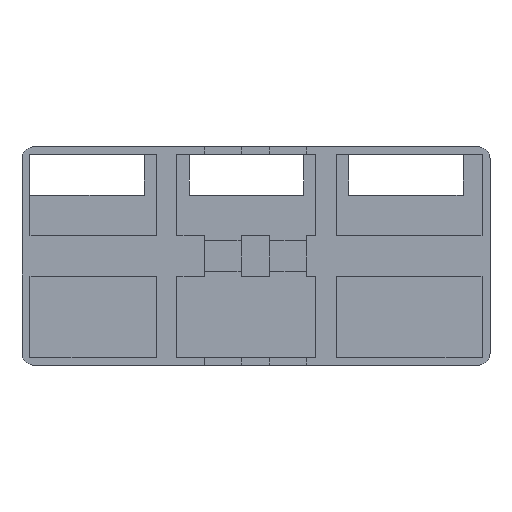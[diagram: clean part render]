
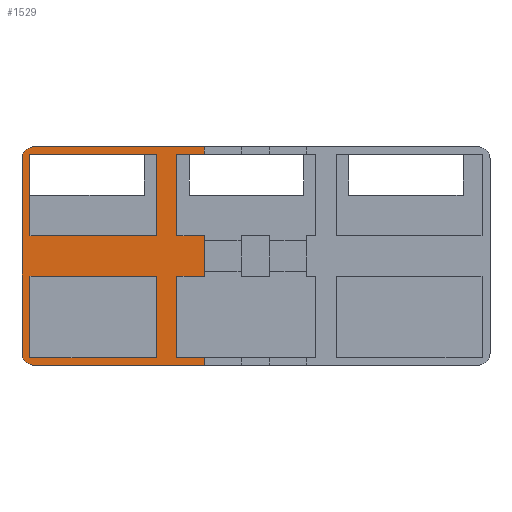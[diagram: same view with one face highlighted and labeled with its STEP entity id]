
A CAD part, top view. The second image highlights one B-rep face of the part: STEP entity #1529.
In plain terms, the highlighted planar face has unit normal (0, 0, 1).
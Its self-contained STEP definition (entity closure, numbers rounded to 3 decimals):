
#19=FACE_BOUND('',#136,.T.);
#20=FACE_BOUND('',#137,.T.);
#26=CIRCLE('',#1622,3.);
#27=CIRCLE('',#1623,3.);
#57=FACE_OUTER_BOUND('',#135,.T.);
#135=EDGE_LOOP('',(#1140,#1141,#1142,#1143,#1144,#1145,#1146,#1147,#1148,
#1149,#1150,#1151,#1152,#1153));
#136=EDGE_LOOP('',(#1154,#1155,#1156,#1157,#1158));
#137=EDGE_LOOP('',(#1159,#1160,#1161,#1162,#1163));
#234=LINE('',#2151,#447);
#254=LINE('',#2191,#467);
#261=LINE('',#2203,#474);
#264=LINE('',#2211,#477);
#268=LINE('',#2220,#481);
#272=LINE('',#2229,#485);
#274=LINE('',#2233,#487);
#287=LINE('',#2258,#500);
#304=LINE('',#2290,#517);
#305=LINE('',#2293,#518);
#316=LINE('',#2314,#529);
#317=LINE('',#2317,#530);
#318=LINE('',#2319,#531);
#319=LINE('',#2323,#532);
#320=LINE('',#2327,#533);
#321=LINE('',#2328,#534);
#322=LINE('',#2329,#535);
#323=LINE('',#2331,#536);
#324=LINE('',#2333,#537);
#325=LINE('',#2334,#538);
#326=LINE('',#2336,#539);
#327=LINE('',#2337,#540);
#447=VECTOR('',#1741,10.);
#467=VECTOR('',#1765,10.);
#474=VECTOR('',#1776,10.);
#477=VECTOR('',#1781,10.);
#481=VECTOR('',#1787,10.);
#485=VECTOR('',#1793,10.);
#487=VECTOR('',#1797,10.);
#500=VECTOR('',#1812,10.);
#517=VECTOR('',#1835,10.);
#518=VECTOR('',#1838,10.);
#529=VECTOR('',#1851,10.);
#530=VECTOR('',#1854,10.);
#531=VECTOR('',#1855,10.);
#532=VECTOR('',#1858,10.);
#533=VECTOR('',#1861,10.);
#534=VECTOR('',#1862,10.);
#535=VECTOR('',#1863,10.);
#536=VECTOR('',#1864,10.);
#537=VECTOR('',#1865,10.);
#538=VECTOR('',#1866,10.);
#539=VECTOR('',#1867,10.);
#540=VECTOR('',#1868,10.);
#654=VERTEX_POINT('',#2148);
#655=VERTEX_POINT('',#2150);
#672=VERTEX_POINT('',#2188);
#673=VERTEX_POINT('',#2190);
#679=VERTEX_POINT('',#2208);
#680=VERTEX_POINT('',#2210);
#683=VERTEX_POINT('',#2217);
#684=VERTEX_POINT('',#2219);
#687=VERTEX_POINT('',#2226);
#688=VERTEX_POINT('',#2228);
#689=VERTEX_POINT('',#2232);
#700=VERTEX_POINT('',#2256);
#712=VERTEX_POINT('',#2288);
#713=VERTEX_POINT('',#2292);
#722=VERTEX_POINT('',#2312);
#723=VERTEX_POINT('',#2316);
#724=VERTEX_POINT('',#2318);
#725=VERTEX_POINT('',#2320);
#726=VERTEX_POINT('',#2322);
#727=VERTEX_POINT('',#2324);
#728=VERTEX_POINT('',#2326);
#729=VERTEX_POINT('',#2330);
#730=VERTEX_POINT('',#2332);
#731=VERTEX_POINT('',#2335);
#806=EDGE_CURVE('',#655,#654,#234,.T.);
#826=EDGE_CURVE('',#673,#672,#254,.T.);
#833=EDGE_CURVE('',#654,#673,#261,.T.);
#836=EDGE_CURVE('',#680,#679,#264,.T.);
#840=EDGE_CURVE('',#684,#683,#268,.T.);
#844=EDGE_CURVE('',#688,#687,#272,.T.);
#846=EDGE_CURVE('',#689,#684,#274,.T.);
#859=EDGE_CURVE('',#687,#700,#287,.T.);
#876=EDGE_CURVE('',#683,#712,#304,.T.);
#877=EDGE_CURVE('',#713,#688,#305,.T.);
#888=EDGE_CURVE('',#679,#722,#316,.T.);
#889=EDGE_CURVE('',#700,#723,#317,.T.);
#890=EDGE_CURVE('',#723,#724,#318,.T.);
#891=EDGE_CURVE('',#725,#724,#26,.T.);
#892=EDGE_CURVE('',#725,#726,#319,.T.);
#893=EDGE_CURVE('',#727,#726,#27,.T.);
#894=EDGE_CURVE('',#727,#728,#320,.T.);
#895=EDGE_CURVE('',#728,#655,#321,.T.);
#896=EDGE_CURVE('',#672,#713,#322,.T.);
#897=EDGE_CURVE('',#722,#729,#323,.T.);
#898=EDGE_CURVE('',#729,#730,#324,.T.);
#899=EDGE_CURVE('',#730,#680,#325,.T.);
#900=EDGE_CURVE('',#712,#731,#326,.T.);
#901=EDGE_CURVE('',#731,#689,#327,.T.);
#1140=ORIENTED_EDGE('',*,*,#859,.T.);
#1141=ORIENTED_EDGE('',*,*,#889,.T.);
#1142=ORIENTED_EDGE('',*,*,#890,.T.);
#1143=ORIENTED_EDGE('',*,*,#891,.F.);
#1144=ORIENTED_EDGE('',*,*,#892,.T.);
#1145=ORIENTED_EDGE('',*,*,#893,.F.);
#1146=ORIENTED_EDGE('',*,*,#894,.T.);
#1147=ORIENTED_EDGE('',*,*,#895,.T.);
#1148=ORIENTED_EDGE('',*,*,#806,.T.);
#1149=ORIENTED_EDGE('',*,*,#833,.T.);
#1150=ORIENTED_EDGE('',*,*,#826,.T.);
#1151=ORIENTED_EDGE('',*,*,#896,.T.);
#1152=ORIENTED_EDGE('',*,*,#877,.T.);
#1153=ORIENTED_EDGE('',*,*,#844,.T.);
#1154=ORIENTED_EDGE('',*,*,#888,.T.);
#1155=ORIENTED_EDGE('',*,*,#897,.T.);
#1156=ORIENTED_EDGE('',*,*,#898,.T.);
#1157=ORIENTED_EDGE('',*,*,#899,.T.);
#1158=ORIENTED_EDGE('',*,*,#836,.T.);
#1159=ORIENTED_EDGE('',*,*,#840,.T.);
#1160=ORIENTED_EDGE('',*,*,#876,.T.);
#1161=ORIENTED_EDGE('',*,*,#900,.T.);
#1162=ORIENTED_EDGE('',*,*,#901,.T.);
#1163=ORIENTED_EDGE('',*,*,#846,.T.);
#1455=PLANE('',#1621);
#1529=ADVANCED_FACE('',(#57,#19,#20),#1455,.T.);
#1621=AXIS2_PLACEMENT_3D('',#2315,#1852,#1853);
#1622=AXIS2_PLACEMENT_3D('',#2321,#1856,#1857);
#1623=AXIS2_PLACEMENT_3D('',#2325,#1859,#1860);
#1741=DIRECTION('',(-1.,0.,0.));
#1765=DIRECTION('',(1.,0.,0.));
#1776=DIRECTION('',(0.,1.,0.));
#1781=DIRECTION('',(0.,-1.,0.));
#1787=DIRECTION('',(0.,-1.,0.));
#1793=DIRECTION('',(0.,1.,0.));
#1797=DIRECTION('',(1.,0.,0.));
#1812=DIRECTION('',(1.,0.,0.));
#1835=DIRECTION('',(-1.,0.,0.));
#1838=DIRECTION('',(-1.,0.,0.));
#1851=DIRECTION('',(-1.,0.,0.));
#1852=DIRECTION('center_axis',(0.,0.,1.));
#1853=DIRECTION('ref_axis',(1.,0.,0.));
#1854=DIRECTION('',(0.,1.,0.));
#1855=DIRECTION('',(-1.,0.,0.));
#1856=DIRECTION('center_axis',(0.,0.,-1.));
#1857=DIRECTION('ref_axis',(-0.707,0.707,0.));
#1858=DIRECTION('',(0.,-1.,0.));
#1859=DIRECTION('center_axis',(0.,0.,-1.));
#1860=DIRECTION('ref_axis',(-0.707,-0.707,0.));
#1861=DIRECTION('',(1.,0.,0.));
#1862=DIRECTION('',(0.,1.,0.));
#1863=DIRECTION('',(0.,1.,0.));
#1864=DIRECTION('',(0.,1.,0.));
#1865=DIRECTION('',(1.,0.,0.));
#1866=DIRECTION('',(1.,0.,0.));
#1867=DIRECTION('',(-1.,0.,0.));
#1868=DIRECTION('',(0.,1.,0.));
#2148=CARTESIAN_POINT('',(42.537,7.096,4.));
#2150=CARTESIAN_POINT('',(49.237,7.096,4.));
#2151=CARTESIAN_POINT('',(117.237,7.096,4.));
#2188=CARTESIAN_POINT('',(49.237,26.946,4.));
#2190=CARTESIAN_POINT('',(42.537,26.946,4.));
#2191=CARTESIAN_POINT('',(4.537,26.946,4.));
#2203=CARTESIAN_POINT('',(42.537,58.796,4.));
#2208=CARTESIAN_POINT('',(37.537,7.096,4.));
#2210=CARTESIAN_POINT('',(37.537,26.946,4.));
#2211=CARTESIAN_POINT('',(37.537,58.796,4.));
#2217=CARTESIAN_POINT('',(37.537,36.946,4.));
#2219=CARTESIAN_POINT('',(37.537,56.796,4.));
#2220=CARTESIAN_POINT('',(37.537,58.796,4.));
#2226=CARTESIAN_POINT('',(42.537,56.796,4.));
#2228=CARTESIAN_POINT('',(42.537,36.946,4.));
#2229=CARTESIAN_POINT('',(42.537,58.796,4.));
#2232=CARTESIAN_POINT('',(6.537,56.796,4.));
#2233=CARTESIAN_POINT('',(6.537,56.796,4.));
#2256=CARTESIAN_POINT('',(49.237,56.796,4.));
#2258=CARTESIAN_POINT('',(6.537,56.796,4.));
#2288=CARTESIAN_POINT('',(6.887,36.946,4.));
#2290=CARTESIAN_POINT('',(4.537,36.946,4.));
#2292=CARTESIAN_POINT('',(49.237,36.946,4.));
#2293=CARTESIAN_POINT('',(4.537,36.946,4.));
#2312=CARTESIAN_POINT('',(6.537,7.096,4.));
#2314=CARTESIAN_POINT('',(117.237,7.096,4.));
#2315=CARTESIAN_POINT('Origin',(61.887,31.946,4.));
#2316=CARTESIAN_POINT('',(49.237,58.696,4.));
#2317=CARTESIAN_POINT('',(49.237,18.571,4.));
#2318=CARTESIAN_POINT('',(7.637,58.696,4.));
#2319=CARTESIAN_POINT('',(4.637,58.696,4.));
#2320=CARTESIAN_POINT('',(4.637,55.696,4.));
#2321=CARTESIAN_POINT('Origin',(7.637,55.696,4.));
#2322=CARTESIAN_POINT('',(4.637,8.196,4.));
#2323=CARTESIAN_POINT('',(4.637,5.196,4.));
#2324=CARTESIAN_POINT('',(7.637,5.196,4.));
#2325=CARTESIAN_POINT('Origin',(7.637,8.196,4.));
#2326=CARTESIAN_POINT('',(49.237,5.196,4.));
#2327=CARTESIAN_POINT('',(119.137,5.196,4.));
#2328=CARTESIAN_POINT('',(49.237,18.571,4.));
#2329=CARTESIAN_POINT('',(49.237,18.571,4.));
#2330=CARTESIAN_POINT('',(6.537,26.946,4.));
#2331=CARTESIAN_POINT('',(6.537,7.096,4.));
#2332=CARTESIAN_POINT('',(6.887,26.946,4.));
#2333=CARTESIAN_POINT('',(4.537,26.946,4.));
#2334=CARTESIAN_POINT('',(4.537,26.946,4.));
#2335=CARTESIAN_POINT('',(6.537,36.946,4.));
#2336=CARTESIAN_POINT('',(4.537,36.946,4.));
#2337=CARTESIAN_POINT('',(6.537,46.796,4.));
